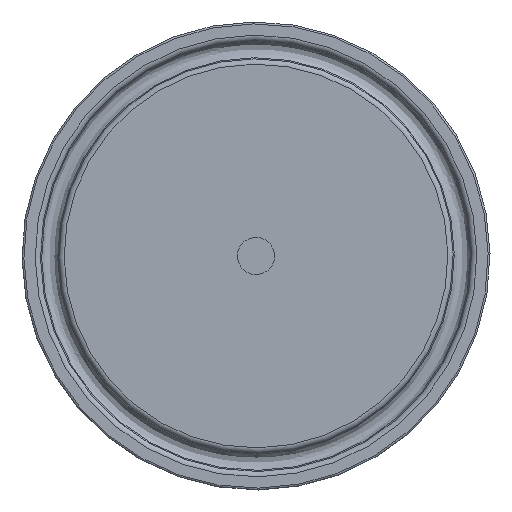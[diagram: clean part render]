
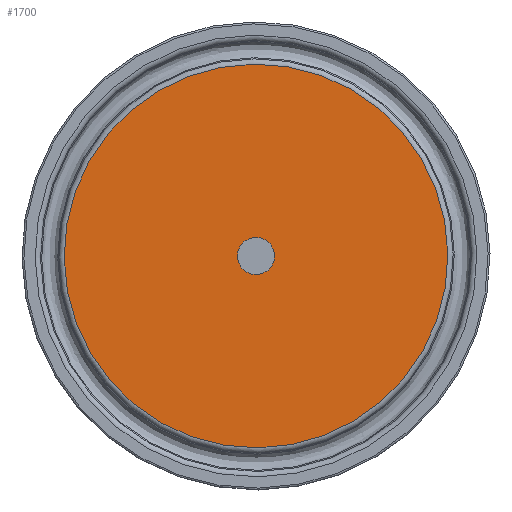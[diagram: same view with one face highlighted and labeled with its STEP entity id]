
A CAD part, front view. The second image highlights one B-rep face of the part: STEP entity #1700.
In plain terms, the highlighted planar face has unit normal (0, -1, 0).
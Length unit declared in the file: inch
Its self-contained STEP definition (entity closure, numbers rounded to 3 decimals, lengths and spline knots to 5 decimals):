
#1649=CARTESIAN_POINT('',(0.96715,-1.2785,0.36307));
#1650=VERTEX_POINT('',#1649);
#1651=CARTESIAN_POINT('',(0.,-1.2785,0.));
#1652=DIRECTION('',(0.,1.,0.));
#1653=DIRECTION('',(-0.936,0.,-0.351));
#1654=AXIS2_PLACEMENT_3D('',#1651,#1652,#1653);
#1655=CIRCLE('',#1654,1.03306);
#1656=EDGE_CURVE('',#1650,#1650,#1655,.T.);
#1681=CARTESIAN_POINT('',(0.53999,-1.2785,0.20271));
#1682=DIRECTION('',(0.0,-1.0,0.0));
#1683=DIRECTION('',(0.351,0.0,-0.936));
#1684=AXIS2_PLACEMENT_3D('',#1681,#1682,#1683);
#1685=PLANE('',#1684);
#1686=ORIENTED_EDGE('',*,*,#1656,.F.);
#1687=EDGE_LOOP('',(#1686));
#1688=FACE_OUTER_BOUND('',#1687,.T.);
#1689=CARTESIAN_POINT('',(0.09362,-1.2785,0.03515));
#1690=VERTEX_POINT('',#1689);
#1691=CARTESIAN_POINT('',(0.,-1.2785,0.));
#1692=DIRECTION('',(0.,-1.0,0.));
#1693=DIRECTION('',(0.936,0.,0.351));
#1694=AXIS2_PLACEMENT_3D('',#1691,#1692,#1693);
#1695=CIRCLE('',#1694,0.1);
#1696=EDGE_CURVE('',#1690,#1690,#1695,.T.);
#1697=ORIENTED_EDGE('',*,*,#1696,.F.);
#1698=EDGE_LOOP('',(#1697));
#1699=FACE_BOUND('',#1698,.T.);
#1700=ADVANCED_FACE('',(#1688,#1699),#1685,.T.);
